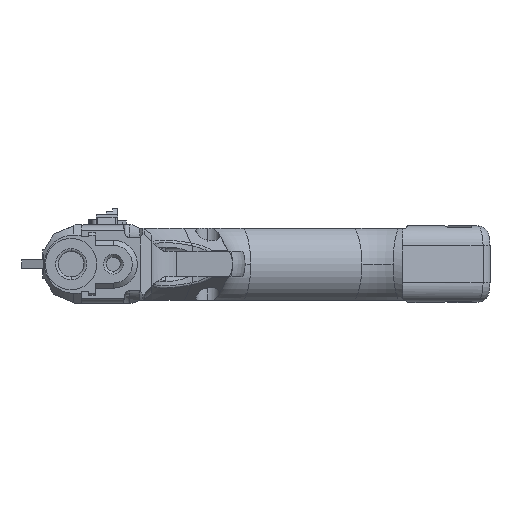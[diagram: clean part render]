
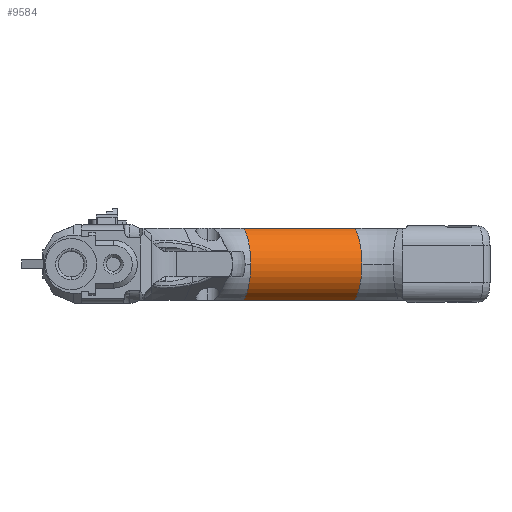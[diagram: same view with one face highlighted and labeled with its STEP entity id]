
A CAD part, left-side view. The second image highlights one B-rep face of the part: STEP entity #9584.
In plain terms, the highlighted cylindrical face has radius 13.826 mm (diameter 27.651 mm), a partial arc.
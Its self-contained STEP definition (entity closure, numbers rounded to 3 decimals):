
#475 = DIRECTION ( 'NONE',  ( 0.309, -0.951, 0. ) ) ;
#1195 = EDGE_CURVE ( 'NONE', #15168, #11164, #19503, .T. ) ;
#1386 = CARTESIAN_POINT ( 'NONE',  ( 3.468, 17.158, 12.8 ) ) ;
#1668 = EDGE_CURVE ( 'NONE', #5748, #11095, #17589, .T. ) ;
#2696 = ORIENTED_EDGE ( 'NONE', *, *, #7393, .T. ) ;
#2757 = DIRECTION ( 'NONE',  ( 0.309, -0.951, 0. ) ) ;
#2872 = EDGE_CURVE ( 'NONE', #11095, #4497, #18762, .T. ) ;
#2879 = DIRECTION ( 'NONE',  ( 0.309, -0.951, 0. ) ) ;
#3001 = DIRECTION ( 'NONE',  ( 0.951, 0.309, 0. ) ) ;
#3332 = AXIS2_PLACEMENT_3D ( 'NONE', #9055, #11823, #8749 ) ;
#3696 = AXIS2_PLACEMENT_3D ( 'NONE', #18229, #475, #12549 ) ;
#4198 = ORIENTED_EDGE ( 'NONE', *, *, #1195, .T. ) ;
#4497 = VERTEX_POINT ( 'NONE', #5511 ) ;
#5350 = CARTESIAN_POINT ( 'NONE',  ( -4.397, 58.272, 0. ) ) ;
#5511 = CARTESIAN_POINT ( 'NONE',  ( -4.711, 14.5, 0. ) ) ;
#5748 = VERTEX_POINT ( 'NONE', #7914 ) ;
#5882 = AXIS2_PLACEMENT_3D ( 'NONE', #6064, #10512, #3001 ) ;
#6064 = CARTESIAN_POINT ( 'NONE',  ( -4.397, 58.272, 0. ) ) ;
#6154 = ORIENTED_EDGE ( 'NONE', *, *, #2872, .F. ) ;
#6174 = CIRCLE ( 'NONE', #3332, 13.826 ) ;
#6455 = ORIENTED_EDGE ( 'NONE', *, *, #16504, .F. ) ;
#6833 = DIRECTION ( 'NONE',  ( 0.309, -0.951, 0. ) ) ;
#7167 = CIRCLE ( 'NONE', #3696, 13.826 ) ;
#7393 = EDGE_CURVE ( 'NONE', #5748, #12577, #7167, .T. ) ;
#7428 = CARTESIAN_POINT ( 'NONE',  ( -9.367, 56.658, -12.8 ) ) ;
#7914 = CARTESIAN_POINT ( 'NONE',  ( -9.367, 56.658, 12.8 ) ) ;
#8583 = CARTESIAN_POINT ( 'NONE',  ( 8.438, 18.772, 0. ) ) ;
#8595 = CARTESIAN_POINT ( 'NONE',  ( -17.546, 54., 0. ) ) ;
#8615 = VECTOR ( 'NONE', #2879, 1000. ) ;
#8749 = DIRECTION ( 'NONE',  ( -0.951, -0.309, 0. ) ) ;
#9055 = CARTESIAN_POINT ( 'NONE',  ( 8.438, 18.772, 0. ) ) ;
#9578 = CARTESIAN_POINT ( 'NONE',  ( 3.468, 17.158, -12.8 ) ) ;
#9584 = ADVANCED_FACE ( 'NONE', ( #18043 ), #13672, .T. ) ;
#10057 = CARTESIAN_POINT ( 'NONE',  ( -9.367, 56.658, 12.8 ) ) ;
#10167 = CARTESIAN_POINT ( 'NONE',  ( -9.367, 56.658, -12.8 ) ) ;
#10512 = DIRECTION ( 'NONE',  ( 0.309, -0.951, 0. ) ) ;
#10628 = ORIENTED_EDGE ( 'NONE', *, *, #18269, .T. ) ;
#11095 = VERTEX_POINT ( 'NONE', #1386 ) ;
#11164 = VERTEX_POINT ( 'NONE', #9578 ) ;
#11823 = DIRECTION ( 'NONE',  ( 0.309, -0.951, 0. ) ) ;
#12138 = AXIS2_PLACEMENT_3D ( 'NONE', #8583, #2757, #16217 ) ;
#12418 = VECTOR ( 'NONE', #15892, 1000. ) ;
#12549 = DIRECTION ( 'NONE',  ( -0.951, -0.309, 0. ) ) ;
#12577 = VERTEX_POINT ( 'NONE', #8595 ) ;
#13672 = CYLINDRICAL_SURFACE ( 'NONE', #5882, 13.826 ) ;
#14071 = AXIS2_PLACEMENT_3D ( 'NONE', #5350, #6833, #18712 ) ;
#14708 = EDGE_LOOP ( 'NONE', ( #2696, #10628, #4198, #6455, #6154, #18507 ) ) ;
#15168 = VERTEX_POINT ( 'NONE', #10167 ) ;
#15647 = CIRCLE ( 'NONE', #14071, 13.826 ) ;
#15892 = DIRECTION ( 'NONE',  ( 0.309, -0.951, 0. ) ) ;
#16217 = DIRECTION ( 'NONE',  ( -0.951, -0.309, 0. ) ) ;
#16504 = EDGE_CURVE ( 'NONE', #4497, #11164, #6174, .T. ) ;
#17589 = LINE ( 'NONE', #10057, #12418 ) ;
#18043 = FACE_OUTER_BOUND ( 'NONE', #14708, .T. ) ;
#18229 = CARTESIAN_POINT ( 'NONE',  ( -4.397, 58.272, 0. ) ) ;
#18269 = EDGE_CURVE ( 'NONE', #12577, #15168, #15647, .T. ) ;
#18507 = ORIENTED_EDGE ( 'NONE', *, *, #1668, .F. ) ;
#18712 = DIRECTION ( 'NONE',  ( -0.951, -0.309, 0. ) ) ;
#18762 = CIRCLE ( 'NONE', #12138, 13.826 ) ;
#19503 = LINE ( 'NONE', #7428, #8615 ) ;
